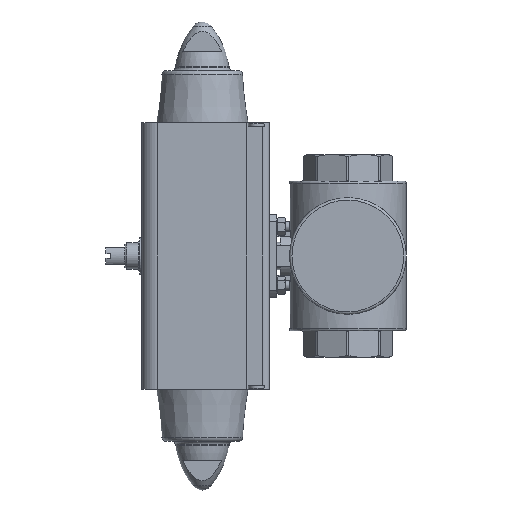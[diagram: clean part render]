
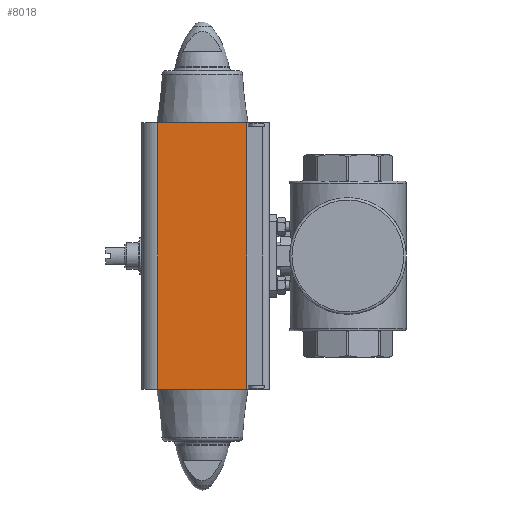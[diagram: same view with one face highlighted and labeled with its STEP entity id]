
A CAD part, left-side view. The second image highlights one B-rep face of the part: STEP entity #8018.
In plain terms, the highlighted planar face has unit normal (-1, 0, 0).
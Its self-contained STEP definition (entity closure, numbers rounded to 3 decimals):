
#258=PLANE('',#8820);
#721=LINE('',#13132,#1335);
#735=LINE('',#13180,#1349);
#736=LINE('',#13266,#1350);
#737=LINE('',#13267,#1351);
#1335=VECTOR('',#10435,1000.);
#1349=VECTOR('',#10479,1000.);
#1350=VECTOR('',#10504,1000.);
#1351=VECTOR('',#10505,1000.);
#3311=ORIENTED_EDGE('',*,*,#4919,.T.);
#3312=ORIENTED_EDGE('',*,*,#4958,.F.);
#3313=ORIENTED_EDGE('',*,*,#4944,.F.);
#3314=ORIENTED_EDGE('',*,*,#4959,.T.);
#4919=EDGE_CURVE('',#5837,#5836,#721,.T.);
#4944=EDGE_CURVE('',#5855,#5856,#735,.T.);
#4958=EDGE_CURVE('',#5856,#5836,#736,.T.);
#4959=EDGE_CURVE('',#5855,#5837,#737,.T.);
#5836=VERTEX_POINT('',#13131);
#5837=VERTEX_POINT('',#13133);
#5855=VERTEX_POINT('',#13179);
#5856=VERTEX_POINT('',#13181);
#6600=EDGE_LOOP('',(#3311,#3312,#3313,#3314));
#7289=FACE_BOUND('',#6600,.T.);
#8018=ADVANCED_FACE('',(#7289),#258,.F.);
#8820=AXIS2_PLACEMENT_3D('',#13265,#10502,#10503);
#10435=DIRECTION('',(0.,-1.,0.));
#10479=DIRECTION('',(0.,-1.,0.));
#10502=DIRECTION('',(1.,0.,0.));
#10503=DIRECTION('',(0.,0.,-1.));
#10504=DIRECTION('',(0.,0.,-1.));
#10505=DIRECTION('',(0.,0.,-1.));
#13131=CARTESIAN_POINT('',(-51.,-37.316,-111.93));
#13132=CARTESIAN_POINT('',(-51.,37.56,-111.93));
#13133=CARTESIAN_POINT('',(-51.,37.56,-111.93));
#13179=CARTESIAN_POINT('',(-51.,37.56,111.93));
#13180=CARTESIAN_POINT('',(-51.,37.56,111.93));
#13181=CARTESIAN_POINT('',(-51.,-37.316,111.93));
#13265=CARTESIAN_POINT('',(-51.,37.56,111.93));
#13266=CARTESIAN_POINT('',(-51.,-37.316,111.93));
#13267=CARTESIAN_POINT('',(-51.,37.56,111.93));
